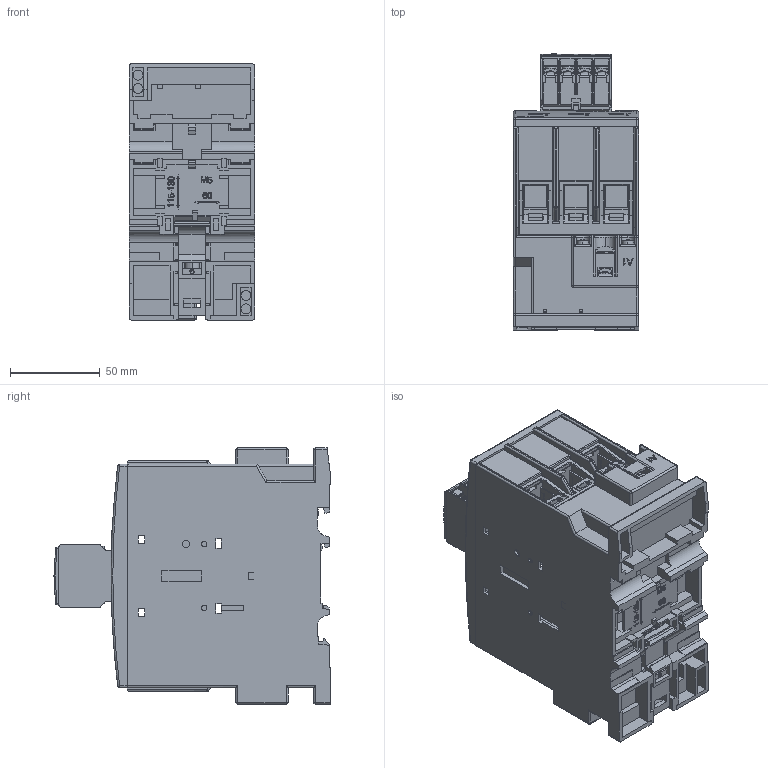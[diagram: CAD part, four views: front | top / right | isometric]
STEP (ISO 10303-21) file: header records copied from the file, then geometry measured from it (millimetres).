
FILE_DESCRIPTION (( 'STEP AP203' ), '1' );
FILE_NAME ('CNN 80-90 & BP 2N-4N -FINAL.STEP', '2016-02-24T11:35:21', ( 'Dzalev Ljupco' ), ( 'RK' ), 'SwSTEP 2.0', 'SolidWorks 2011', '' );
FILE_SCHEMA (( 'CONFIG_CONTROL_DESIGN' ));
Products named in the file (1): CNN 80-90 & BP 2N-4N -FINAL
Bounding box: 69.81 x 153.87 x 142.93 mm (x, y, z)
Volume: 262904.6 mm3; surface area: 226720.2 mm2
Topology: 2 solids, 2 shells, 7975 faces, 23341 edges, 15134 vertices
Faces by surface type: plane 5665, cylinder 1278, bspline 814, torus 133, sphere 46, cone 39
Entity records: 289986 total; most frequent: CARTESIAN_POINT 84746, ORIENTED_EDGE 46574, DIRECTION 37392, EDGE_CURVE 23287, LINE 17926, VECTOR 17926, VERTEX_POINT 15130, AXIS2_PLACEMENT_3D 9733
